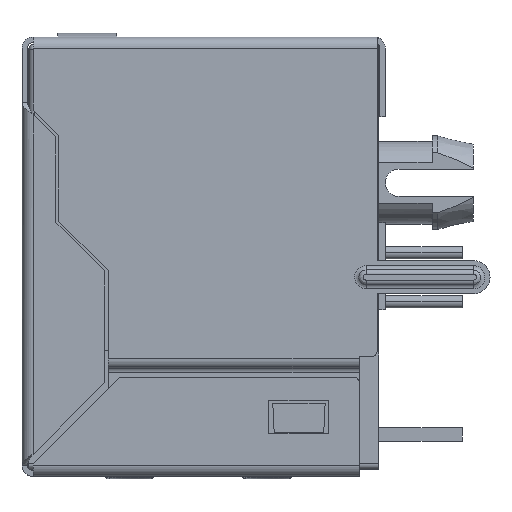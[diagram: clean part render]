
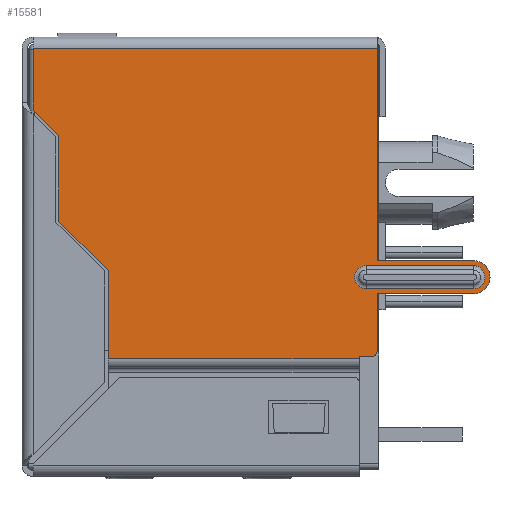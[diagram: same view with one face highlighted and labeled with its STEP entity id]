
A CAD part, left-side view. The second image highlights one B-rep face of the part: STEP entity #15581.
In plain terms, the highlighted planar face has unit normal (-1, 0, 0).
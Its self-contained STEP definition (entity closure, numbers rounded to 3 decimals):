
#3130=DIRECTION('',(0.,1.,0.));
#3131=VECTOR('',#3130,12.5);
#3132=CARTESIAN_POINT('',(-8.3,-6.3,7.575));
#3133=LINE('',#3132,#3131);
#3138=DIRECTION('',(0.,0.,-1.));
#3139=VECTOR('',#3138,7.72);
#3140=CARTESIAN_POINT('',(-8.3,-6.3,7.575));
#3141=LINE('',#3140,#3139);
#3142=DIRECTION('',(0.,-1.,0.));
#3143=VECTOR('',#3142,3.5);
#3144=CARTESIAN_POINT('',(-8.3,-6.3,-0.145));
#3145=LINE('',#3144,#3143);
#3146=CARTESIAN_POINT('',(-8.3,-9.8,-0.745));
#3147=DIRECTION('',(1.,0.,0.));
#3148=DIRECTION('',(0.,0.,1.));
#3149=AXIS2_PLACEMENT_3D('',#3146,#3147,#3148);
#3151=DIRECTION('',(0.,1.,0.));
#3152=VECTOR('',#3151,3.5);
#3153=CARTESIAN_POINT('',(-8.3,-9.8,-1.345));
#3154=LINE('',#3153,#3152);
#3155=CARTESIAN_POINT('',(-8.3,-6.1,-3.425));
#3156=DIRECTION('',(1.,0.,0.));
#3157=DIRECTION('',(0.,-1.,0.));
#3158=AXIS2_PLACEMENT_3D('',#3155,#3156,#3157);
#3160=DIRECTION('',(0.,0.707,0.707));
#3161=VECTOR('',#3160,2.55);
#3162=CARTESIAN_POINT('',(-8.3,3.463,-0.512));
#3163=LINE('',#3162,#3161);
#3164=DIRECTION('',(0.,0.707,0.707));
#3165=VECTOR('',#3164,1.32);
#3166=CARTESIAN_POINT('',(-8.3,5.267,4.392));
#3167=LINE('',#3166,#3165);
#3168=DIRECTION('',(0.,0.,1.));
#3169=VECTOR('',#3168,2.25);
#3170=CARTESIAN_POINT('',(-8.3,6.2,5.325));
#3171=LINE('',#3170,#3169);
#3172=CARTESIAN_POINT('',(-8.3,-5.9,-0.745));
#3173=DIRECTION('',(-1.,0.,0.));
#3174=DIRECTION('',(0.,0.,1.));
#3175=AXIS2_PLACEMENT_3D('',#3172,#3173,#3174);
#3177=CARTESIAN_POINT('',(-8.3,-5.9,-0.745));
#3178=DIRECTION('',(-1.,0.,0.));
#3179=DIRECTION('',(0.,0.272,-0.962));
#3180=AXIS2_PLACEMENT_3D('',#3177,#3178,#3179);
#3182=CARTESIAN_POINT('',(-8.3,-9.8,-0.745));
#3183=DIRECTION('',(-1.,0.,0.));
#3184=DIRECTION('',(0.,0.,-1.));
#3185=AXIS2_PLACEMENT_3D('',#3182,#3183,#3184);
#3187=CARTESIAN_POINT('',(-8.3,-9.8,-0.745));
#3188=DIRECTION('',(-1.,0.,0.));
#3189=DIRECTION('',(0.,-0.272,0.962));
#3190=AXIS2_PLACEMENT_3D('',#3187,#3188,#3189);
#3212=DIRECTION('',(0.,0.,1.));
#3213=VECTOR('',#3212,2.08);
#3214=CARTESIAN_POINT('',(-8.3,-6.3,-3.425));
#3215=LINE('',#3214,#3213);
#3232=DIRECTION('',(0.,-1.,0.));
#3233=VECTOR('',#3232,0.45);
#3234=CARTESIAN_POINT('',(-8.3,-5.65,-3.625));
#3235=LINE('',#3234,#3233);
#3250=DIRECTION('',(0.,0.,1.));
#3251=VECTOR('',#3250,0.084);
#3252=CARTESIAN_POINT('',(-8.3,-5.65,-3.709));
#3253=LINE('',#3252,#3251);
#3367=DIRECTION('',(0.,0.,-1.));
#3368=VECTOR('',#3367,3.198);
#3369=CARTESIAN_POINT('',(-8.3,3.463,-0.512));
#3370=LINE('',#3369,#3368);
#3394=DIRECTION('',(0.,0.,-1.));
#3395=VECTOR('',#3394,3.1);
#3396=CARTESIAN_POINT('',(-8.3,5.267,4.392));
#3397=LINE('',#3396,#3395);
#3414=DIRECTION('',(0.,-1.,0.));
#3415=VECTOR('',#3414,9.113);
#3416=CARTESIAN_POINT('',(-8.3,3.463,-3.709));
#3417=LINE('',#3416,#3415);
#3446=DIRECTION('',(0.,-1.,0.));
#3447=VECTOR('',#3446,3.9);
#3448=CARTESIAN_POINT('',(-8.3,-5.9,-0.326));
#3449=LINE('',#3448,#3447);
#3464=DIRECTION('',(0.,1.,0.));
#3465=VECTOR('',#3464,3.9);
#3466=CARTESIAN_POINT('',(-8.3,-9.8,-1.164));
#3467=LINE('',#3466,#3465);
#10466=CARTESIAN_POINT('',(-8.3,-6.3,-0.145));
#10467=VERTEX_POINT('',#10466);
#10468=CARTESIAN_POINT('',(-8.3,-6.3,7.575));
#10469=VERTEX_POINT('',#10468);
#10520=CARTESIAN_POINT('',(-8.3,6.2,7.575));
#10521=VERTEX_POINT('',#10520);
#10522=CARTESIAN_POINT('',(-8.3,6.2,5.325));
#10523=VERTEX_POINT('',#10522);
#10524=CARTESIAN_POINT('',(-8.3,-9.8,-0.145));
#10525=VERTEX_POINT('',#10524);
#10526=CARTESIAN_POINT('',(-8.3,-9.8,-1.345));
#10527=VERTEX_POINT('',#10526);
#10528=CARTESIAN_POINT('',(-8.3,-6.3,-1.345));
#10529=VERTEX_POINT('',#10528);
#10530=CARTESIAN_POINT('',(-8.3,-6.3,-3.425));
#10531=VERTEX_POINT('',#10530);
#10532=CARTESIAN_POINT('',(-8.3,-6.1,-3.625));
#10533=VERTEX_POINT('',#10532);
#10534=CARTESIAN_POINT('',(-8.3,-5.65,-3.625));
#10535=VERTEX_POINT('',#10534);
#10536=CARTESIAN_POINT('',(-8.3,-5.65,-3.709));
#10537=VERTEX_POINT('',#10536);
#10538=CARTESIAN_POINT('',(-8.3,3.463,-3.709));
#10539=VERTEX_POINT('',#10538);
#10540=CARTESIAN_POINT('',(-8.3,3.463,-0.512));
#10541=VERTEX_POINT('',#10540);
#10542=CARTESIAN_POINT('',(-8.3,5.267,1.292));
#10543=VERTEX_POINT('',#10542);
#10544=CARTESIAN_POINT('',(-8.3,5.267,4.392));
#10545=VERTEX_POINT('',#10544);
#10546=CARTESIAN_POINT('',(-8.3,-5.9,-0.326));
#10547=CARTESIAN_POINT('',(-8.3,-9.8,-0.326));
#10548=VERTEX_POINT('',#10546);
#10549=VERTEX_POINT('',#10547);
#10550=CARTESIAN_POINT('',(-8.3,-5.786,-1.148));
#10551=VERTEX_POINT('',#10550);
#10552=CARTESIAN_POINT('',(-8.3,-5.9,-1.164));
#10553=VERTEX_POINT('',#10552);
#10554=CARTESIAN_POINT('',(-8.3,-9.8,-1.164));
#10555=VERTEX_POINT('',#10554);
#10556=CARTESIAN_POINT('',(-8.3,-9.914,-0.342));
#10557=VERTEX_POINT('',#10556);
#15533=CARTESIAN_POINT('',(-8.3,-2.101,1.933));
#15534=DIRECTION('',(1.,0.,0.));
#15535=DIRECTION('',(0.,1.,0.));
#15536=AXIS2_PLACEMENT_3D('',#15533,#15534,#15535);
#15537=PLANE('',#15536);
#15538=ORIENTED_EDGE('',*,*,#15525,.F.);
#15539=ORIENTED_EDGE('',*,*,#15433,.T.);
#15541=ORIENTED_EDGE('',*,*,#15540,.T.);
#15543=ORIENTED_EDGE('',*,*,#15542,.T.);
#15545=ORIENTED_EDGE('',*,*,#15544,.T.);
#15547=ORIENTED_EDGE('',*,*,#15546,.F.);
#15549=ORIENTED_EDGE('',*,*,#15548,.T.);
#15551=ORIENTED_EDGE('',*,*,#15550,.F.);
#15553=ORIENTED_EDGE('',*,*,#15552,.F.);
#15555=ORIENTED_EDGE('',*,*,#15554,.F.);
#15557=ORIENTED_EDGE('',*,*,#15556,.F.);
#15559=ORIENTED_EDGE('',*,*,#15558,.T.);
#15561=ORIENTED_EDGE('',*,*,#15560,.F.);
#15563=ORIENTED_EDGE('',*,*,#15562,.T.);
#15564=ORIENTED_EDGE('',*,*,#15510,.T.);
#15565=EDGE_LOOP('',(#15538,#15539,#15541,#15543,#15545,#15547,#15549,#15551,
#15553,#15555,#15557,#15559,#15561,#15563,#15564));
#15566=FACE_OUTER_BOUND('',#15565,.F.);
#15568=ORIENTED_EDGE('',*,*,#15567,.F.);
#15570=ORIENTED_EDGE('',*,*,#15569,.T.);
#15572=ORIENTED_EDGE('',*,*,#15571,.T.);
#15574=ORIENTED_EDGE('',*,*,#15573,.F.);
#15576=ORIENTED_EDGE('',*,*,#15575,.T.);
#15578=ORIENTED_EDGE('',*,*,#15577,.T.);
#15579=EDGE_LOOP('',(#15568,#15570,#15572,#15574,#15576,#15578));
#15580=FACE_BOUND('',#15579,.F.);
#15581=ADVANCED_FACE('',(#15566,#15580),#15537,.F.);
#3150=CIRCLE('',#3149,0.6);
#3159=CIRCLE('',#3158,0.2);
#3176=CIRCLE('',#3175,0.419);
#3181=CIRCLE('',#3180,0.419);
#3186=CIRCLE('',#3185,0.419);
#3191=CIRCLE('',#3190,0.419);
#15433=EDGE_CURVE('',#10469,#10467,#3141,.T.);
#15510=EDGE_CURVE('',#10523,#10521,#3171,.T.);
#15525=EDGE_CURVE('',#10469,#10521,#3133,.T.);
#15540=EDGE_CURVE('',#10467,#10525,#3145,.T.);
#15542=EDGE_CURVE('',#10525,#10527,#3150,.T.);
#15544=EDGE_CURVE('',#10527,#10529,#3154,.T.);
#15546=EDGE_CURVE('',#10531,#10529,#3215,.T.);
#15548=EDGE_CURVE('',#10531,#10533,#3159,.T.);
#15550=EDGE_CURVE('',#10535,#10533,#3235,.T.);
#15552=EDGE_CURVE('',#10537,#10535,#3253,.T.);
#15554=EDGE_CURVE('',#10539,#10537,#3417,.T.);
#15556=EDGE_CURVE('',#10541,#10539,#3370,.T.);
#15558=EDGE_CURVE('',#10541,#10543,#3163,.T.);
#15560=EDGE_CURVE('',#10545,#10543,#3397,.T.);
#15562=EDGE_CURVE('',#10545,#10523,#3167,.T.);
#15567=EDGE_CURVE('',#10548,#10549,#3449,.T.);
#15569=EDGE_CURVE('',#10548,#10551,#3176,.T.);
#15571=EDGE_CURVE('',#10551,#10553,#3181,.T.);
#15573=EDGE_CURVE('',#10555,#10553,#3467,.T.);
#15575=EDGE_CURVE('',#10555,#10557,#3186,.T.);
#15577=EDGE_CURVE('',#10557,#10549,#3191,.T.);
